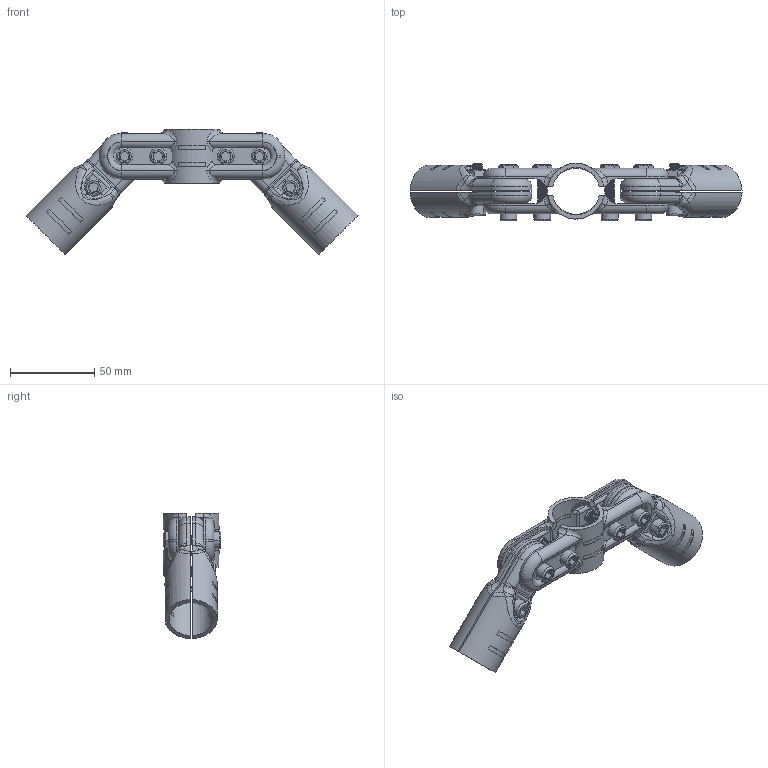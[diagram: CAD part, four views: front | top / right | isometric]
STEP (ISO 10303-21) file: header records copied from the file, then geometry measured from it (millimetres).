
FILE_DESCRIPTION((''),'2;1');
FILE_NAME('DF-12B-Z_ASM','2021-06-01T08:31:29',('Administrator'),(''),'CREO PARAMETRIC BY PTC INC, 2019224','CREO PARAMETRIC BY PTC INC, 2019224','');
FILE_SCHEMA(('CONFIG_CONTROL_DESIGN'));
Length unit declared in the file: millimetre
Products named in the file (5): D-12; D-6; F-180-1; F-170; DF-12B-Z_ASM
Assembly tree (18 placements, depth 2):
  DF-12B-Z_ASM
    D-12  x2
    D-6  x4
    F-180-1  x6
    F-170  x6
Bounding box: 196.58 x 34 x 74.29 mm (x, y, z)
Volume: 56483.3 mm3; surface area: 53638.5 mm2
Topology: 18 solids, 18 shells, 1280 faces, 3254 edges, 2056 vertices
Faces by surface type: cylinder 596, plane 340, bspline 188, torus 84, cone 48, sphere 24
Entity records: 17899 total; most frequent: CARTESIAN_POINT 9908, ORIENTED_EDGE 1720, DIRECTION 1522, EDGE_CURVE 860, AXIS2_PLACEMENT_3D 583, VERTEX_POINT 539, EDGE_LOOP 367, VECTOR 356
